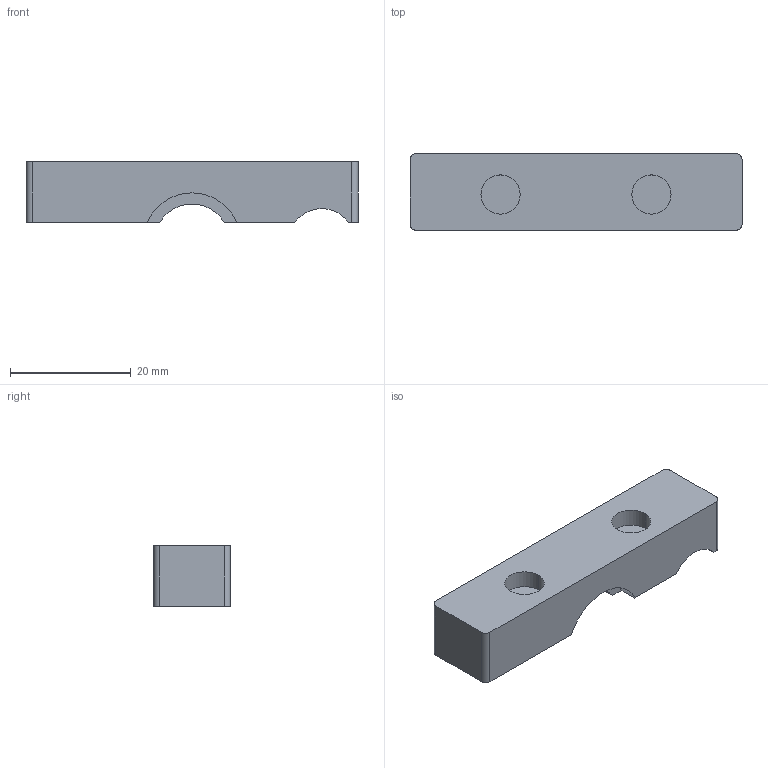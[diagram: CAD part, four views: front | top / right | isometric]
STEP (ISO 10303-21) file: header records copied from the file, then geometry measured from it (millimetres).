
FILE_DESCRIPTION((''),'2;1');
FILE_NAME('RETAINER','2023-02-15T17:17:45',('matteo.grassi'),(''),'CREO PARAMETRIC BY PTC INC, 2018020','CREO PARAMETRIC BY PTC INC, 2018020','');
FILE_SCHEMA(('AUTOMOTIVE_DESIGN { 1 0 10303 214 1 1 1 1 }'));
Length unit declared in the file: millimetre
Products named in the file (1): RETAINER
Bounding box: 55 x 12.7 x 10 mm (x, y, z)
Volume: 5979.3 mm3; surface area: 2984.6 mm2
Topology: 1 solids, 1 shells, 30 faces, 80 edges, 56 vertices
Faces by surface type: cylinder 16, plane 14
Entity records: 1377 total; most frequent: DIRECTION 182, CARTESIAN_POINT 169, ORIENTED_EDGE 160, COLOUR_RGB 106, PRESENTATION_STYLE_ASSIGNMENT 81, STYLED_ITEM 81, CURVE_STYLE 80, EDGE_CURVE 80
